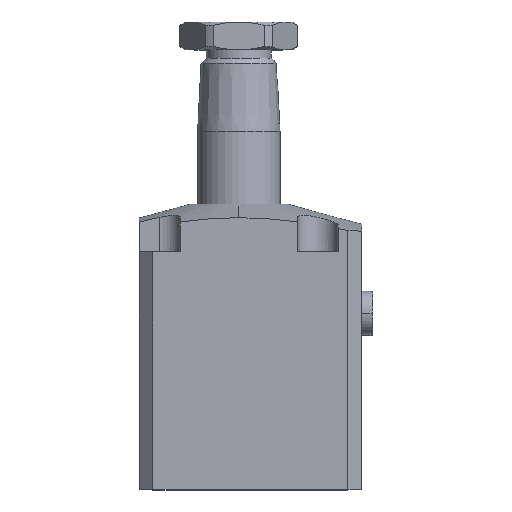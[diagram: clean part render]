
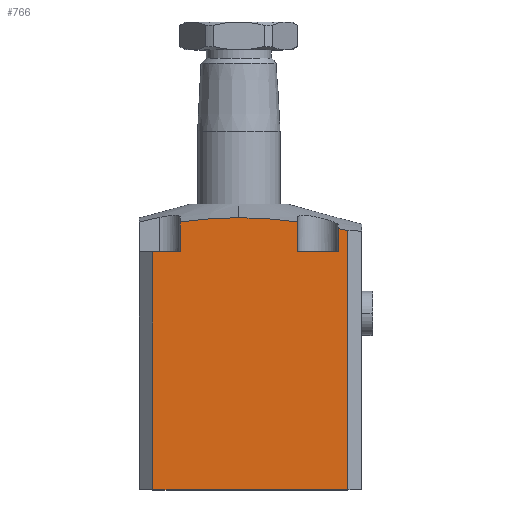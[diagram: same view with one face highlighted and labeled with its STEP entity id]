
A CAD part, top view. The second image highlights one B-rep face of the part: STEP entity #766.
In plain terms, the highlighted planar face has unit normal (0, 0, 1).
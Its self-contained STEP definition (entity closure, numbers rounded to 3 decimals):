
#22 = AXIS2_PLACEMENT_3D ( 'NONE', #2135, #2130, #2129 ) ;
#189 = FACE_OUTER_BOUND ( 'NONE', #3072, .T. ) ;
#279 = LINE ( 'NONE', #3813, #283 ) ;
#283 = VECTOR ( 'NONE', #3800, 1000. ) ;
#303 = LINE ( 'NONE', #3712, #387 ) ;
#304 = VECTOR ( 'NONE', #3698, 1000. ) ;
#305 = VECTOR ( 'NONE', #3693, 1000. ) ;
#306 = VECTOR ( 'NONE', #3681, 1000. ) ;
#370 = VECTOR ( 'NONE', #3682, 1000. ) ;
#373 = LINE ( 'NONE', #3680, #393 ) ;
#376 = LINE ( 'NONE', #3687, #370 ) ;
#377 = VECTOR ( 'NONE', #3696, 1000. ) ;
#387 = VECTOR ( 'NONE', #3711, 1000. ) ;
#393 = VECTOR ( 'NONE', #3678, 1000. ) ;
#403 = LINE ( 'NONE', #3706, #377 ) ;
#467 = LINE ( 'NONE', #3705, #304 ) ;
#515 = LINE ( 'NONE', #3695, #305 ) ;
#547 = LINE ( 'NONE', #3691, #306 ) ;
#766 = ADVANCED_FACE ( 'NONE', ( #189 ), #2133, .F. ) ;
#988 = VERTEX_POINT ( 'NONE', #2055 ) ;
#990 = VERTEX_POINT ( 'NONE', #2053 ) ;
#994 = VERTEX_POINT ( 'NONE', #2049 ) ;
#1108 = VERTEX_POINT ( 'NONE', #1941 ) ;
#1111 = VERTEX_POINT ( 'NONE', #1936 ) ;
#1137 = VERTEX_POINT ( 'NONE', #1900 ) ;
#1138 = VERTEX_POINT ( 'NONE', #1897 ) ;
#1142 = VERTEX_POINT ( 'NONE', #1892 ) ;
#1185 = VERTEX_POINT ( 'NONE', #1860 ) ;
#1850 = CARTESIAN_POINT ( 'NONE',  ( -25.25, 115.333, 43. ) ) ;
#1852 = CARTESIAN_POINT ( 'NONE',  ( 47., 0., 43. ) ) ;
#1860 = CARTESIAN_POINT ( 'NONE',  ( -37., 0., 43. ) ) ;
#1892 = CARTESIAN_POINT ( 'NONE',  ( 25.25, 115.333, 43. ) ) ;
#1897 = CARTESIAN_POINT ( 'NONE',  ( -37., 102.5, 43. ) ) ;
#1900 = CARTESIAN_POINT ( 'NONE',  ( 0., 117.172, 43. ) ) ;
#1936 = CARTESIAN_POINT ( 'NONE',  ( 47., 111.625, 43. ) ) ;
#1941 = CARTESIAN_POINT ( 'NONE',  ( -25.25, 102.5, 43. ) ) ;
#2049 = CARTESIAN_POINT ( 'NONE',  ( 42.75, 112.447, 43. ) ) ;
#2053 = CARTESIAN_POINT ( 'NONE',  ( 25.25, 102.5, 43. ) ) ;
#2055 = CARTESIAN_POINT ( 'NONE',  ( 42.75, 102.5, 43. ) ) ;
#2129 = DIRECTION ( 'NONE',  ( -1., 0., 0. ) ) ;
#2130 = DIRECTION ( 'NONE',  ( 0., 0., -1. ) ) ;
#2133 = PLANE ( 'NONE',  #22 ) ;
#2135 = CARTESIAN_POINT ( 'NONE',  ( -43., 123., 43. ) ) ;
#2603 = VERTEX_POINT ( 'NONE', #1852 ) ;
#2604 = VERTEX_POINT ( 'NONE', #1850 ) ;
#3072 = EDGE_LOOP ( 'NONE', ( #3254, #3253, #3252, #3251, #3250, #3240, #3184, #3183, #3176, #3182, #3177 ) ) ;
#3176 = ORIENTED_EDGE ( 'NONE', *, *, #4823, .T. ) ;
#3177 = ORIENTED_EDGE ( 'NONE', *, *, #4793, .T. ) ;
#3182 = ORIENTED_EDGE ( 'NONE', *, *, #4824, .T. ) ;
#3183 = ORIENTED_EDGE ( 'NONE', *, *, #4822, .T. ) ;
#3184 = ORIENTED_EDGE ( 'NONE', *, *, #4821, .F. ) ;
#3240 = ORIENTED_EDGE ( 'NONE', *, *, #4820, .T. ) ;
#3250 = ORIENTED_EDGE ( 'NONE', *, *, #4819, .T. ) ;
#3251 = ORIENTED_EDGE ( 'NONE', *, *, #4795, .T. ) ;
#3252 = ORIENTED_EDGE ( 'NONE', *, *, #4818, .T. ) ;
#3253 = ORIENTED_EDGE ( 'NONE', *, *, #4817, .F. ) ;
#3254 = ORIENTED_EDGE ( 'NONE', *, *, #4816, .F. ) ;
#3672 = CARTESIAN_POINT ( 'NONE',  ( 0., 117.172, 43. ) ) ;
#3673 = CARTESIAN_POINT ( 'NONE',  ( 4.275, 117.172, 43. ) ) ;
#3674 = CARTESIAN_POINT ( 'NONE',  ( 8.513, 116.998, 43. ) ) ;
#3675 = CARTESIAN_POINT ( 'NONE',  ( 16.924, 116.359, 43. ) ) ;
#3678 = DIRECTION ( 'NONE',  ( 0., 1., 0. ) ) ;
#3680 = CARTESIAN_POINT ( 'NONE',  ( 25.25, 102.5, 43. ) ) ;
#3681 = DIRECTION ( 'NONE',  ( -1., 0., 0. ) ) ;
#3682 = DIRECTION ( 'NONE',  ( 0., 1., 0. ) ) ;
#3686 = CARTESIAN_POINT ( 'NONE',  ( 25.25, 115.333, 43. ) ) ;
#3687 = CARTESIAN_POINT ( 'NONE',  ( 42.75, 102.5, 43. ) ) ;
#3688 = CARTESIAN_POINT ( 'NONE',  ( 42.75, 112.447, 43. ) ) ;
#3689 = CARTESIAN_POINT ( 'NONE',  ( 44.168, 112.179, 43. ) ) ;
#3690 = CARTESIAN_POINT ( 'NONE',  ( 21.098, 115.896, 43. ) ) ;
#3691 = CARTESIAN_POINT ( 'NONE',  ( 42.75, 102.5, 43. ) ) ;
#3693 = DIRECTION ( 'NONE',  ( 0., 1., 0. ) ) ;
#3695 = CARTESIAN_POINT ( 'NONE',  ( 47., 123., 43. ) ) ;
#3696 = DIRECTION ( 'NONE',  ( 0., -1., 0. ) ) ;
#3697 = CARTESIAN_POINT ( 'NONE',  ( 47., 111.625, 43. ) ) ;
#3698 = DIRECTION ( 'NONE',  ( 1., 0., 0. ) ) ;
#3700 = CARTESIAN_POINT ( 'NONE',  ( 45.585, 111.905, 43. ) ) ;
#3705 = CARTESIAN_POINT ( 'NONE',  ( -25.25, 102.5, 43. ) ) ;
#3706 = CARTESIAN_POINT ( 'NONE',  ( -37., 123., 43. ) ) ;
#3711 = DIRECTION ( 'NONE',  ( 0., 1., 0. ) ) ;
#3712 = CARTESIAN_POINT ( 'NONE',  ( -25.25, 77.398, 43. ) ) ;
#3800 = DIRECTION ( 'NONE',  ( 1., 0., 0. ) ) ;
#3804 = CARTESIAN_POINT ( 'NONE',  ( -25.25, 115.333, 43. ) ) ;
#3807 = CARTESIAN_POINT ( 'NONE',  ( -21.062, 115.901, 43. ) ) ;
#3808 = CARTESIAN_POINT ( 'NONE',  ( -16.866, 116.365, 43. ) ) ;
#3809 = CARTESIAN_POINT ( 'NONE',  ( -10.553, 116.843, 43. ) ) ;
#3810 = CARTESIAN_POINT ( 'NONE',  ( -8.445, 116.965, 43. ) ) ;
#3812 = CARTESIAN_POINT ( 'NONE',  ( -4.223, 117.13, 43. ) ) ;
#3813 = CARTESIAN_POINT ( 'NONE',  ( -43., 0., 43. ) ) ;
#3820 = CARTESIAN_POINT ( 'NONE',  ( 0., 117.172, 43. ) ) ;
#3821 = CARTESIAN_POINT ( 'NONE',  ( -2.106, 117.172, 43. ) ) ;
#4597 = B_SPLINE_CURVE_WITH_KNOTS ( 'NONE', 3,
 ( #3697, #3700, #3689, #3688 ),
 .UNSPECIFIED., .F., .F.,
 ( 4, 4 ),
 ( 0.185, 0.189 ),
 .UNSPECIFIED. ) ;
#4598 = B_SPLINE_CURVE_WITH_KNOTS ( 'NONE', 3,
 ( #3686, #3690, #3675, #3674, #3673, #3672 ),
 .UNSPECIFIED., .F., .F.,
 ( 4, 2, 4 ),
 ( 0.207, 0.219, 0.232 ),
 .UNSPECIFIED. ) ;
#4610 = B_SPLINE_CURVE_WITH_KNOTS ( 'NONE', 3,
 ( #3820, #3821, #3812, #3810, #3809, #3808, #3807, #3804 ),
 .UNSPECIFIED., .F., .F.,
 ( 4, 2, 2, 4 ),
 ( 0.232, 0.238, 0.244, 0.256 ),
 .UNSPECIFIED. ) ;
#4793 = EDGE_CURVE ( 'NONE', #1137, #2604, #4610, .T. ) ;
#4795 = EDGE_CURVE ( 'NONE', #1185, #2603, #279, .T. ) ;
#4816 = EDGE_CURVE ( 'NONE', #1108, #2604, #303, .T. ) ;
#4817 = EDGE_CURVE ( 'NONE', #1138, #1108, #467, .T. ) ;
#4818 = EDGE_CURVE ( 'NONE', #1138, #1185, #403, .T. ) ;
#4819 = EDGE_CURVE ( 'NONE', #2603, #1111, #515, .T. ) ;
#4820 = EDGE_CURVE ( 'NONE', #1111, #994, #4597, .T. ) ;
#4821 = EDGE_CURVE ( 'NONE', #988, #994, #376, .T. ) ;
#4822 = EDGE_CURVE ( 'NONE', #988, #990, #547, .T. ) ;
#4823 = EDGE_CURVE ( 'NONE', #990, #1142, #373, .T. ) ;
#4824 = EDGE_CURVE ( 'NONE', #1142, #1137, #4598, .T. ) ;
